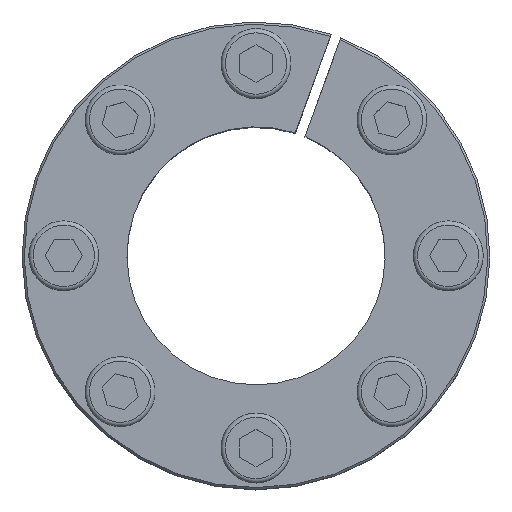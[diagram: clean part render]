
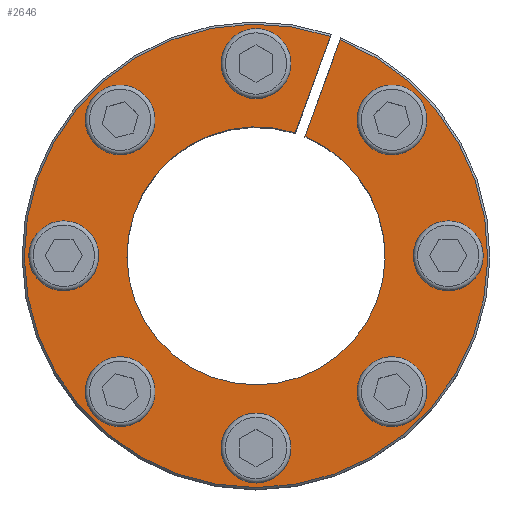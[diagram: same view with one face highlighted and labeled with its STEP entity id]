
A CAD part, top view. The second image highlights one B-rep face of the part: STEP entity #2646.
In plain terms, the highlighted planar face has unit normal (0, 0, 1).
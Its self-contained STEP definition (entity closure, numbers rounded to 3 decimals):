
#203=LINE('',#4875,#389);
#207=LINE('',#4884,#393);
#389=VECTOR('',#3542,1.);
#393=VECTOR('',#3548,1.);
#491=PLANE('',#2928);
#567=FACE_BOUND('',#957,.T.);
#568=FACE_BOUND('',#958,.T.);
#569=FACE_BOUND('',#959,.T.);
#570=FACE_BOUND('',#960,.T.);
#571=FACE_BOUND('',#961,.T.);
#572=FACE_BOUND('',#962,.T.);
#573=FACE_BOUND('',#963,.T.);
#574=FACE_BOUND('',#964,.T.);
#752=FACE_OUTER_BOUND('',#956,.T.);
#956=EDGE_LOOP('',(#2313,#2314,#2315,#2316));
#957=EDGE_LOOP('',(#2317));
#958=EDGE_LOOP('',(#2318));
#959=EDGE_LOOP('',(#2319));
#960=EDGE_LOOP('',(#2320));
#961=EDGE_LOOP('',(#2321));
#962=EDGE_LOOP('',(#2322));
#963=EDGE_LOOP('',(#2323));
#964=EDGE_LOOP('',(#2324));
#971=CIRCLE('',#2686,6.5);
#978=CIRCLE('',#2706,6.5);
#985=CIRCLE('',#2726,6.5);
#992=CIRCLE('',#2746,6.5);
#999=CIRCLE('',#2766,6.5);
#1006=CIRCLE('',#2786,6.5);
#1013=CIRCLE('',#2806,6.5);
#1020=CIRCLE('',#2826,6.5);
#1075=CIRCLE('',#2925,43.1);
#1076=CIRCLE('',#2927,24.);
#1098=VERTEX_POINT('',#3754);
#1120=VERTEX_POINT('',#3868);
#1142=VERTEX_POINT('',#3982);
#1164=VERTEX_POINT('',#4096);
#1186=VERTEX_POINT('',#4210);
#1208=VERTEX_POINT('',#4324);
#1230=VERTEX_POINT('',#4438);
#1252=VERTEX_POINT('',#4552);
#1284=VERTEX_POINT('',#4842);
#1298=VERTEX_POINT('',#4873);
#1300=VERTEX_POINT('',#4880);
#1302=VERTEX_POINT('',#4883);
#1344=EDGE_CURVE('',#1098,#1098,#971,.T.);
#1372=EDGE_CURVE('',#1120,#1120,#978,.T.);
#1400=EDGE_CURVE('',#1142,#1142,#985,.T.);
#1428=EDGE_CURVE('',#1164,#1164,#992,.T.);
#1456=EDGE_CURVE('',#1186,#1186,#999,.T.);
#1484=EDGE_CURVE('',#1208,#1208,#1006,.T.);
#1512=EDGE_CURVE('',#1230,#1230,#1013,.T.);
#1540=EDGE_CURVE('',#1252,#1252,#1020,.T.);
#1613=EDGE_CURVE('',#1284,#1298,#203,.T.);
#1617=EDGE_CURVE('',#1302,#1300,#207,.T.);
#1651=EDGE_CURVE('',#1284,#1300,#1075,.T.);
#1652=EDGE_CURVE('',#1298,#1302,#1076,.T.);
#2313=ORIENTED_EDGE('',*,*,#1613,.T.);
#2314=ORIENTED_EDGE('',*,*,#1652,.T.);
#2315=ORIENTED_EDGE('',*,*,#1617,.T.);
#2316=ORIENTED_EDGE('',*,*,#1651,.F.);
#2317=ORIENTED_EDGE('',*,*,#1344,.T.);
#2318=ORIENTED_EDGE('',*,*,#1372,.T.);
#2319=ORIENTED_EDGE('',*,*,#1400,.T.);
#2320=ORIENTED_EDGE('',*,*,#1428,.T.);
#2321=ORIENTED_EDGE('',*,*,#1456,.T.);
#2322=ORIENTED_EDGE('',*,*,#1484,.T.);
#2323=ORIENTED_EDGE('',*,*,#1512,.T.);
#2324=ORIENTED_EDGE('',*,*,#1540,.T.);
#2646=ADVANCED_FACE('',(#752,#567,#568,#569,#570,#571,#572,#573,#574),#491,
 .T.);
#2686=AXIS2_PLACEMENT_3D('',#3755,#2987,#2988);
#2706=AXIS2_PLACEMENT_3D('',#3869,#3045,#3046);
#2726=AXIS2_PLACEMENT_3D('',#3983,#3103,#3104);
#2746=AXIS2_PLACEMENT_3D('',#4097,#3161,#3162);
#2766=AXIS2_PLACEMENT_3D('',#4211,#3219,#3220);
#2786=AXIS2_PLACEMENT_3D('',#4325,#3277,#3278);
#2806=AXIS2_PLACEMENT_3D('',#4439,#3335,#3336);
#2826=AXIS2_PLACEMENT_3D('',#4553,#3393,#3394);
#2925=AXIS2_PLACEMENT_3D('',#4952,#3633,#3634);
#2927=AXIS2_PLACEMENT_3D('',#4954,#3637,#3638);
#2928=AXIS2_PLACEMENT_3D('',#4955,#3639,#3640);
#2987=DIRECTION('center_axis',(0.,0.,
-1.));
#2988=DIRECTION('ref_axis',(-0.707,0.707,0.));
#3045=DIRECTION('center_axis',(0.,0.,
-1.));
#3046=DIRECTION('ref_axis',(-1.,0.,0.));
#3103=DIRECTION('center_axis',(0.,0.,
-1.));
#3104=DIRECTION('ref_axis',(-0.707,-0.707,0.));
#3161=DIRECTION('center_axis',(0.,0.,
-1.));
#3162=DIRECTION('ref_axis',(0.,-1.,0.));
#3219=DIRECTION('center_axis',(0.,0.,
-1.));
#3220=DIRECTION('ref_axis',(0.707,-0.707,0.));
#3277=DIRECTION('center_axis',(0.,0.,
-1.));
#3278=DIRECTION('ref_axis',(1.,0.,0.));
#3335=DIRECTION('center_axis',(0.,0.,
-1.));
#3336=DIRECTION('ref_axis',(0.707,0.707,0.));
#3393=DIRECTION('center_axis',(0.,0.,
-1.));
#3394=DIRECTION('ref_axis',(0.,1.,0.));
#3542=DIRECTION('',(-0.342,-0.94,0.));
#3548=DIRECTION('',(0.342,0.94,0.));
#3633=DIRECTION('center_axis',(0.,0.,-1.));
#3634=DIRECTION('ref_axis',(0.,1.,0.));
#3637=DIRECTION('center_axis',(0.,0.,-1.));
#3638=DIRECTION('ref_axis',(0.,1.,0.));
#3639=DIRECTION('center_axis',(0.,0.,
1.));
#3640=DIRECTION('ref_axis',(0.,-1.,0.));
#3754=CARTESIAN_POINT('',(-29.875,29.875,0.));
#3755=CARTESIAN_POINT('Origin',(-25.279,25.279,0.));
#3868=CARTESIAN_POINT('',(-42.25,0.,0.));
#3869=CARTESIAN_POINT('Origin',(-35.75,0.,0.));
#3982=CARTESIAN_POINT('',(-29.875,-29.875,0.));
#3983=CARTESIAN_POINT('Origin',(-25.279,-25.279,0.));
#4096=CARTESIAN_POINT('',(0.,-42.25,0.));
#4097=CARTESIAN_POINT('Origin',(0.,-35.75,0.));
#4210=CARTESIAN_POINT('',(29.875,-29.875,0.));
#4211=CARTESIAN_POINT('Origin',(25.279,-25.279,0.));
#4324=CARTESIAN_POINT('',(42.25,0.,0.));
#4325=CARTESIAN_POINT('Origin',(35.75,0.,0.));
#4438=CARTESIAN_POINT('',(29.875,29.875,0.));
#4439=CARTESIAN_POINT('Origin',(25.279,25.279,0.));
#4552=CARTESIAN_POINT('',(0.,42.25,0.));
#4553=CARTESIAN_POINT('Origin',(0.,35.75,0.));
#4842=CARTESIAN_POINT('',(15.64,40.162,0.));
#4873=CARTESIAN_POINT('',(9.104,22.206,0.));
#4875=CARTESIAN_POINT('',(13.732,34.923,0.));
#4880=CARTESIAN_POINT('',(13.835,40.819,0.));
#4883=CARTESIAN_POINT('',(7.3,22.863,0.));
#4884=CARTESIAN_POINT('',(11.928,35.579,0.));
#4952=CARTESIAN_POINT('Origin',(0.,0.,0.));
#4954=CARTESIAN_POINT('Origin',(0.,0.,0.));
#4955=CARTESIAN_POINT('Origin',(0.,33.55,0.));
